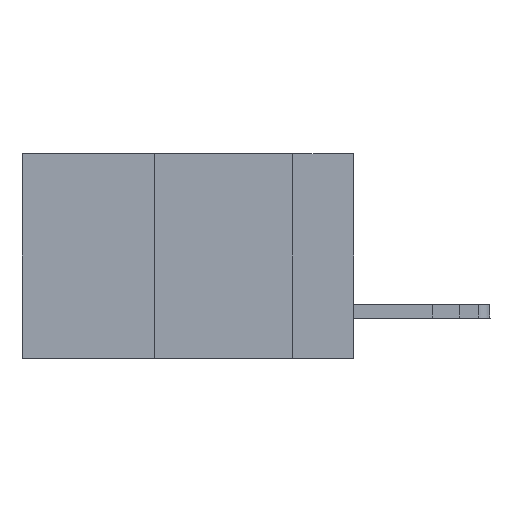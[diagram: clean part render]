
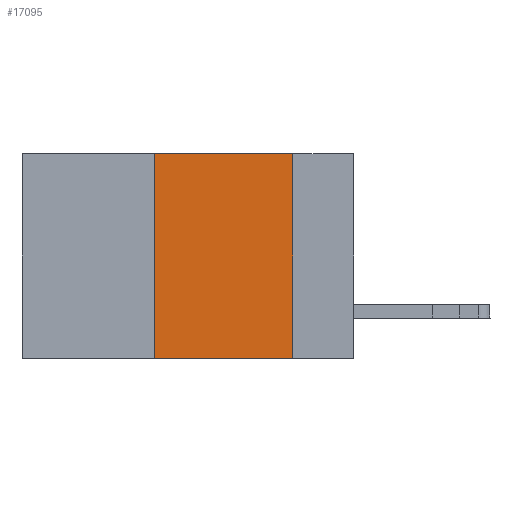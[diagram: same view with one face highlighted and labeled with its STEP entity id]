
A CAD part, left-side view. The second image highlights one B-rep face of the part: STEP entity #17095.
In plain terms, the highlighted planar face has unit normal (-1, 0, 0).
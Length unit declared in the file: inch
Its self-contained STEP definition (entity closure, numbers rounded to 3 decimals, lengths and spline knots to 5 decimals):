
#377 = DIRECTION ( 'NONE',  ( 0., 0., -1. ) ) ;
#733 = CARTESIAN_POINT ( 'NONE',  ( 0., 0.6, -0.37 ) ) ;
#1232 = CARTESIAN_POINT ( 'NONE',  ( 0., 0.6, 0. ) ) ;
#2418 = CARTESIAN_POINT ( 'NONE',  ( 0., 0.36, 0. ) ) ;
#2449 = VERTEX_POINT ( 'NONE', #22314 ) ;
#2545 = VECTOR ( 'NONE', #20178, 39.37008 ) ;
#2677 = LINE ( 'NONE', #11680, #14712 ) ;
#2741 = DIRECTION ( 'NONE',  ( 0., 0., 1. ) ) ;
#4598 = VERTEX_POINT ( 'NONE', #2418 ) ;
#5026 = VERTEX_POINT ( 'NONE', #9432 ) ;
#6680 = CARTESIAN_POINT ( 'NONE',  ( 0., 0.11, 0. ) ) ;
#6978 = EDGE_LOOP ( 'NONE', ( #12520, #16238, #10397, #20446 ) ) ;
#7274 = EDGE_CURVE ( 'NONE', #5026, #2449, #17537, .T. ) ;
#7842 = VERTEX_POINT ( 'NONE', #6680 ) ;
#9432 = CARTESIAN_POINT ( 'NONE',  ( 0., 0.36, -0.37 ) ) ;
#10101 = DIRECTION ( 'NONE',  ( 0., 0., -1. ) ) ;
#10397 = ORIENTED_EDGE ( 'NONE', *, *, #23982, .F. ) ;
#11023 = LINE ( 'NONE', #1232, #2545 ) ;
#11680 = CARTESIAN_POINT ( 'NONE',  ( 0., 0.11, 0. ) ) ;
#12520 = ORIENTED_EDGE ( 'NONE', *, *, #23633, .F. ) ;
#14068 = LINE ( 'NONE', #22818, #22473 ) ;
#14712 = VECTOR ( 'NONE', #10101, 39.37008 ) ;
#16238 = ORIENTED_EDGE ( 'NONE', *, *, #21136, .F. ) ;
#16334 = AXIS2_PLACEMENT_3D ( 'NONE', #19002, #20708, #377 ) ;
#16654 = VECTOR ( 'NONE', #22758, 39.37008 ) ;
#17095 = ADVANCED_FACE ( 'NONE', ( #20595 ), #22407, .F. ) ;
#17537 = LINE ( 'NONE', #733, #16654 ) ;
#19002 = CARTESIAN_POINT ( 'NONE',  ( 0., 0.6, 0. ) ) ;
#20178 = DIRECTION ( 'NONE',  ( 0., -1., 0. ) ) ;
#20446 = ORIENTED_EDGE ( 'NONE', *, *, #7274, .T. ) ;
#20595 = FACE_OUTER_BOUND ( 'NONE', #6978, .T. ) ;
#20708 = DIRECTION ( 'NONE',  ( 1., 0., 0. ) ) ;
#21136 = EDGE_CURVE ( 'NONE', #4598, #7842, #11023, .T. ) ;
#22314 = CARTESIAN_POINT ( 'NONE',  ( 0., 0.11, -0.37 ) ) ;
#22407 = PLANE ( 'NONE',  #16334 ) ;
#22473 = VECTOR ( 'NONE', #2741, 39.37008 ) ;
#22758 = DIRECTION ( 'NONE',  ( 0., -1., 0. ) ) ;
#22818 = CARTESIAN_POINT ( 'NONE',  ( 0., 0.36, 0. ) ) ;
#23633 = EDGE_CURVE ( 'NONE', #7842, #2449, #2677, .T. ) ;
#23982 = EDGE_CURVE ( 'NONE', #5026, #4598, #14068, .T. ) ;
